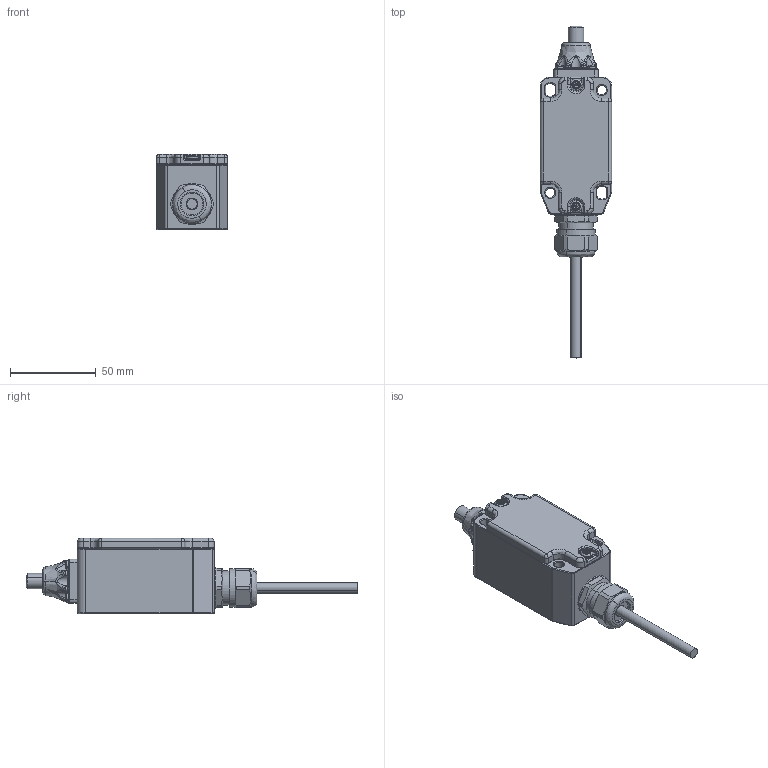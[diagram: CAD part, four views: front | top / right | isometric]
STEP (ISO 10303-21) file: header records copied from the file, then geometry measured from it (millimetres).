
FILE_DESCRIPTION (( 'STEP AP214' ), '1' );
FILE_NAME ('HLM-SS-EX-175115.STEP', '2021-06-09T11:41:52', ( '' ), ( '' ), 'SwSTEP 2.0', 'SolidWorks 2021', '' );
FILE_SCHEMA (( 'AUTOMOTIVE_DESIGN' ));
Length unit declared in the file: inch
Products named in the file (1): HLM-SS-EX-175115
Bounding box: 41.6 x 193.9 x 44 mm (x, y, z)
Volume: 75071.8 mm3; surface area: 50716.6 mm2
Topology: 16 solids, 16 shells, 1836 faces, 4101 edges, 2332 vertices
Faces by surface type: cylinder 479, cone 478, plane 468, bspline 411
Entity records: 63578 total; most frequent: CARTESIAN_POINT 25363, ORIENTED_EDGE 8118, DIRECTION 7668, EDGE_CURVE 4059, AXIS2_PLACEMENT_3D 3043, VERTEX_POINT 2332, EDGE_LOOP 1949, FACE_OUTER_BOUND 1836
